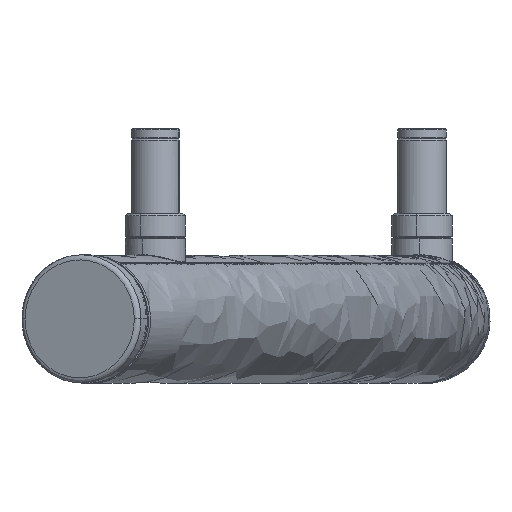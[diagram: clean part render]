
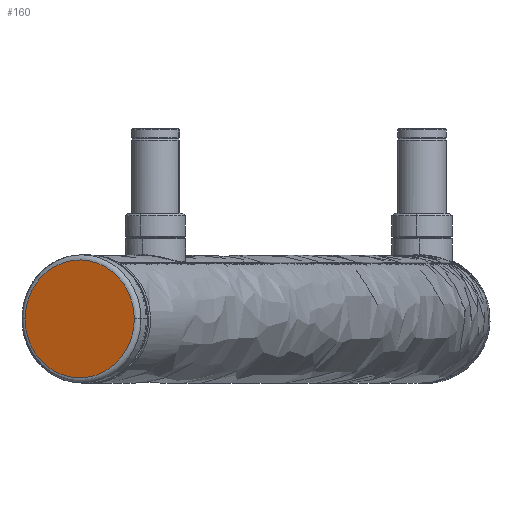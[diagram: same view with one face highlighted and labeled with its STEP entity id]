
A CAD part, left-side view. The second image highlights one B-rep face of the part: STEP entity #160.
In plain terms, the highlighted planar face has unit normal (-0.925, 0.38, 0).
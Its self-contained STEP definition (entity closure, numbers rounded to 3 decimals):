
#160=ADVANCED_FACE('',(#258),#1416,.T.);
#258=FACE_OUTER_BOUND('',#364,.T.);
#364=EDGE_LOOP('',(#753,#754));
#753=ORIENTED_EDGE('',*,*,#980,.T.);
#754=ORIENTED_EDGE('',*,*,#981,.T.);
#980=EDGE_CURVE('',#1319,#1320,#1151,.T.);
#981=EDGE_CURVE('',#1320,#1319,#1152,.T.);
#1151=(
BOUNDED_CURVE()
B_SPLINE_CURVE(3,(#4434,#4435,#4436,#4437,#4438,#4439,#4440,#4441,#4442,
#4443,#4444,#4445,#4446),.UNSPECIFIED.,.F.,.F.)
B_SPLINE_CURVE_WITH_KNOTS((4,3,3,3,4),(0.,18.538,37.064,
55.596,74.124),.UNSPECIFIED.)
CURVE()
GEOMETRIC_REPRESENTATION_ITEM()
RATIONAL_B_SPLINE_CURVE((1.,1.,1.,1.,1.,1.,
1.,1.,1.,1.,1.,1.,1.))
REPRESENTATION_ITEM('')
);
#1152=(
BOUNDED_CURVE()
B_SPLINE_CURVE(3,(#4447,#4448,#4449,#4450,#4451,#4452,#4453,#4454,#4455,
#4456,#4457,#4458,#4459),.UNSPECIFIED.,.F.,.F.)
B_SPLINE_CURVE_WITH_KNOTS((4,3,3,3,4),(0.,18.528,37.06,
55.586,74.124),.UNSPECIFIED.)
CURVE()
GEOMETRIC_REPRESENTATION_ITEM()
RATIONAL_B_SPLINE_CURVE((1.,1.,1.,1.,1.,1.,1.,1.,1.,1.,1.,1.,1.))
REPRESENTATION_ITEM('')
);
#1319=VERTEX_POINT('',#4412);
#1320=VERTEX_POINT('',#4413);
#1416=PLANE('',#1486);
#1486=AXIS2_PLACEMENT_3D('',#4318,#1542,$);
#1542=DIRECTION('',(-0.925,0.38,0.));
#4318=CARTESIAN_POINT('',(-317.272,126.783,-52.76));
#4412=CARTESIAN_POINT('',(-319.363,121.698,-24.533));
#4413=CARTESIAN_POINT('',(-336.867,79.145,-24.533));
#4434=CARTESIAN_POINT('',(-319.363,121.698,-24.533));
#4435=CARTESIAN_POINT('',(-319.351,121.727,-30.55));
#4436=CARTESIAN_POINT('',(-320.304,119.411,-36.557));
#4437=CARTESIAN_POINT('',(-321.922,115.476,-40.806));
#4438=CARTESIAN_POINT('',(-323.541,111.541,-45.055));
#4439=CARTESIAN_POINT('',(-325.826,105.987,-47.547));
#4440=CARTESIAN_POINT('',(-328.112,100.428,-47.547));
#4441=CARTESIAN_POINT('',(-330.399,94.87,-47.548));
#4442=CARTESIAN_POINT('',(-332.687,89.308,-45.057));
#4443=CARTESIAN_POINT('',(-334.304,85.376,-40.807));
#4444=CARTESIAN_POINT('',(-335.921,81.445,-36.556));
#4445=CARTESIAN_POINT('',(-336.867,79.145,-30.545));
#4446=CARTESIAN_POINT('',(-336.867,79.145,-24.533));
#4447=CARTESIAN_POINT('',(-336.867,79.145,-24.533));
#4448=CARTESIAN_POINT('',(-336.867,79.145,-18.522));
#4449=CARTESIAN_POINT('',(-335.921,81.445,-12.511));
#4450=CARTESIAN_POINT('',(-334.304,85.376,-8.26));
#4451=CARTESIAN_POINT('',(-332.687,89.308,-4.009));
#4452=CARTESIAN_POINT('',(-330.399,94.87,-1.519));
#4453=CARTESIAN_POINT('',(-328.112,100.428,-1.519));
#4454=CARTESIAN_POINT('',(-325.826,105.987,-1.52));
#4455=CARTESIAN_POINT('',(-323.541,111.541,-4.011));
#4456=CARTESIAN_POINT('',(-321.922,115.476,-8.261));
#4457=CARTESIAN_POINT('',(-320.304,119.411,-12.51));
#4458=CARTESIAN_POINT('',(-319.351,121.727,-18.517));
#4459=CARTESIAN_POINT('',(-319.363,121.698,-24.533));
